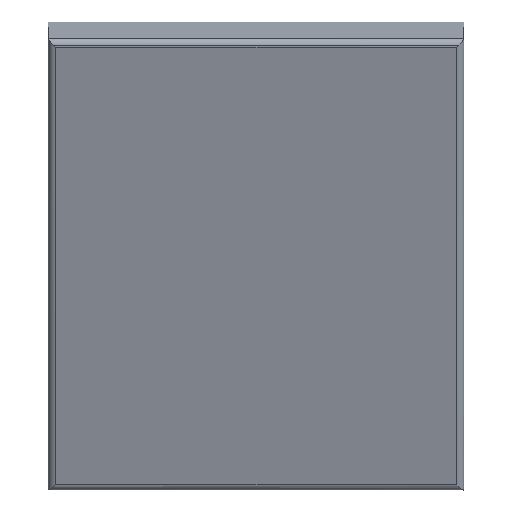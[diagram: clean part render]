
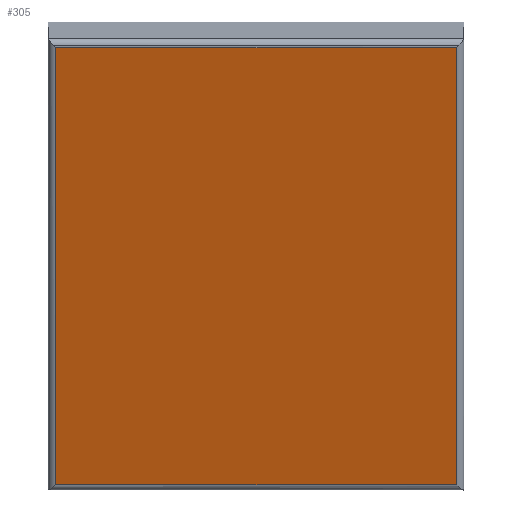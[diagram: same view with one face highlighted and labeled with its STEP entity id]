
A CAD part, top view. The second image highlights one B-rep face of the part: STEP entity #305.
In plain terms, the highlighted planar face has unit normal (0, -0.314, 0.95).
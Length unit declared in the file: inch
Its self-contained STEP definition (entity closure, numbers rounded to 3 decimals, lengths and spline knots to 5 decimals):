
#3 = EDGE_LOOP ( 'NONE', ( #477, #231, #260, #671 ) ) ;
#30 = LINE ( 'NONE', #202, #589 ) ;
#44 = VERTEX_POINT ( 'NONE', #448 ) ;
#56 = AXIS2_PLACEMENT_3D ( 'NONE', #656, #722, #79 ) ;
#74 = EDGE_CURVE ( 'NONE', #174, #316, #30, .T. ) ;
#79 = DIRECTION ( 'NONE',  ( -1., 0., 0. ) ) ;
#83 = CARTESIAN_POINT ( 'NONE',  ( 15.46956, 12.6977, -5.6051 ) ) ;
#87 = CARTESIAN_POINT ( 'NONE',  ( 22.21956, 2.91798, -8.83508 ) ) ;
#94 = VECTOR ( 'NONE', #464, 39.37008 ) ;
#148 = EDGE_CURVE ( 'NONE', #44, #174, #726, .T. ) ;
#174 = VERTEX_POINT ( 'NONE', #665 ) ;
#202 = CARTESIAN_POINT ( 'NONE',  ( 15.46956, 2.91798, -8.83508 ) ) ;
#231 = ORIENTED_EDGE ( 'NONE', *, *, #425, .F. ) ;
#260 = ORIENTED_EDGE ( 'NONE', *, *, #74, .F. ) ;
#305 = ADVANCED_FACE ( 'NONE', ( #494 ), #491, .T. ) ;
#316 = VERTEX_POINT ( 'NONE', #83 ) ;
#340 = VECTOR ( 'NONE', #384, 39.37008 ) ;
#384 = DIRECTION ( 'NONE',  ( -1., 0., 0. ) ) ;
#407 = VERTEX_POINT ( 'NONE', #517 ) ;
#425 = EDGE_CURVE ( 'NONE', #316, #407, #702, .T. ) ;
#448 = CARTESIAN_POINT ( 'NONE',  ( 22.21956, 5.33868, -8.03559 ) ) ;
#457 = VECTOR ( 'NONE', #598, 39.37008 ) ;
#464 = DIRECTION ( 'NONE',  ( 1., 0., 0. ) ) ;
#477 = ORIENTED_EDGE ( 'NONE', *, *, #734, .F. ) ;
#491 = PLANE ( 'NONE',  #56 ) ;
#494 = FACE_OUTER_BOUND ( 'NONE', #3, .T. ) ;
#517 = CARTESIAN_POINT ( 'NONE',  ( 22.21956, 12.6977, -5.6051 ) ) ;
#548 = LINE ( 'NONE', #87, #457 ) ;
#551 = CARTESIAN_POINT ( 'NONE',  ( 0., 5.33868, -8.03559 ) ) ;
#589 = VECTOR ( 'NONE', #615, 39.37008 ) ;
#598 = DIRECTION ( 'NONE',  ( 0., -0.95, -0.314 ) ) ;
#615 = DIRECTION ( 'NONE',  ( 0., 0.95, 0.314 ) ) ;
#656 = CARTESIAN_POINT ( 'NONE',  ( 0., 2.91798, -8.83508 ) ) ;
#665 = CARTESIAN_POINT ( 'NONE',  ( 15.46956, 5.33868, -8.03559 ) ) ;
#671 = ORIENTED_EDGE ( 'NONE', *, *, #148, .F. ) ;
#702 = LINE ( 'NONE', #747, #94 ) ;
#722 = DIRECTION ( 'NONE',  ( 0., -0.314, 0.95 ) ) ;
#726 = LINE ( 'NONE', #551, #340 ) ;
#734 = EDGE_CURVE ( 'NONE', #407, #44, #548, .T. ) ;
#747 = CARTESIAN_POINT ( 'NONE',  ( 0., 12.6977, -5.6051 ) ) ;
